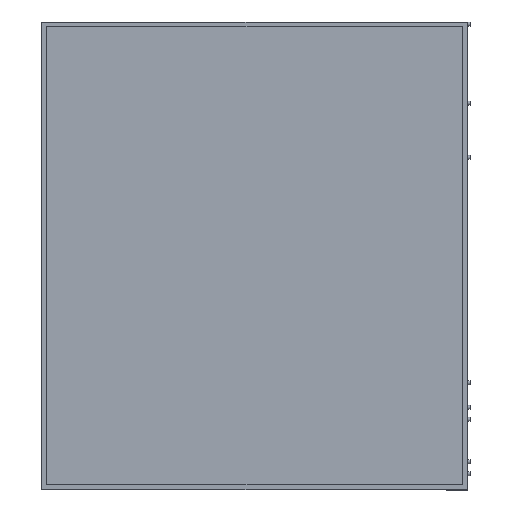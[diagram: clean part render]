
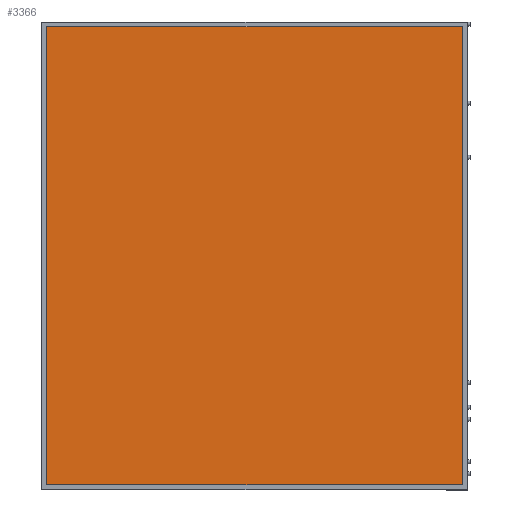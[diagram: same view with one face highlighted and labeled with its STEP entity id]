
A CAD part, top view. The second image highlights one B-rep face of the part: STEP entity #3366.
In plain terms, the highlighted planar face has unit normal (0, 0, 1).
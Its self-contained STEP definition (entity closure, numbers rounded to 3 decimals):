
#294=FACE_OUTER_BOUND('',#520,.T.);
#520=EDGE_LOOP('',(#2803,#2804,#2805,#2806));
#862=LINE('',#5295,#1267);
#866=LINE('',#5302,#1271);
#869=LINE('',#5308,#1274);
#871=LINE('',#5311,#1276);
#1267=VECTOR('',#4356,10.);
#1271=VECTOR('',#4362,10.);
#1274=VECTOR('',#4367,10.);
#1276=VECTOR('',#4371,10.);
#1597=VERTEX_POINT('',#5292);
#1598=VERTEX_POINT('',#5294);
#1600=VERTEX_POINT('',#5300);
#1602=VERTEX_POINT('',#5306);
#1998=EDGE_CURVE('',#1598,#1597,#862,.T.);
#2002=EDGE_CURVE('',#1597,#1600,#866,.T.);
#2005=EDGE_CURVE('',#1600,#1602,#869,.T.);
#2007=EDGE_CURVE('',#1602,#1598,#871,.T.);
#2803=ORIENTED_EDGE('',*,*,#1998,.T.);
#2804=ORIENTED_EDGE('',*,*,#2002,.T.);
#2805=ORIENTED_EDGE('',*,*,#2005,.T.);
#2806=ORIENTED_EDGE('',*,*,#2007,.T.);
#3161=PLANE('',#3646);
#3366=ADVANCED_FACE('',(#294),#3161,.T.);
#3646=AXIS2_PLACEMENT_3D('',#5341,#4399,#4400);
#4356=DIRECTION('',(-1.,0.,0.));
#4362=DIRECTION('',(0.,-1.,0.));
#4367=DIRECTION('',(1.,0.,0.));
#4371=DIRECTION('',(0.,1.,0.));
#4399=DIRECTION('center_axis',(0.,0.,
1.));
#4400=DIRECTION('ref_axis',(1.,0.,0.));
#5292=CARTESIAN_POINT('',(5.,468.591,15.));
#5294=CARTESIAN_POINT('',(426.,468.591,15.));
#5295=CARTESIAN_POINT('',(110.25,468.591,15.));
#5300=CARTESIAN_POINT('',(5.,5.,15.));
#5302=CARTESIAN_POINT('',(5.,120.898,15.));
#5306=CARTESIAN_POINT('',(426.,5.,15.));
#5308=CARTESIAN_POINT('',(320.75,5.,15.));
#5311=CARTESIAN_POINT('',(426.,352.693,15.));
#5341=CARTESIAN_POINT('Origin',(215.5,236.795,15.));
